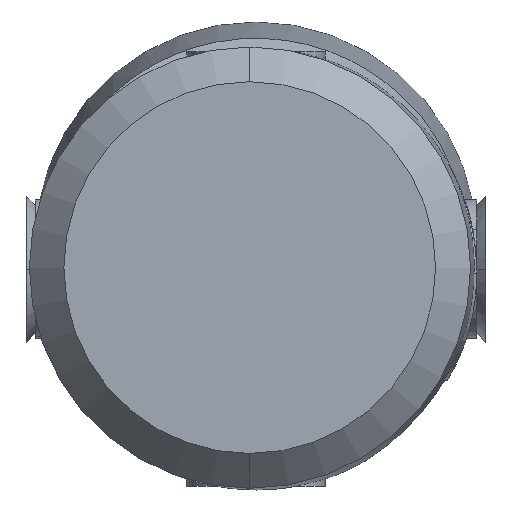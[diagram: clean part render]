
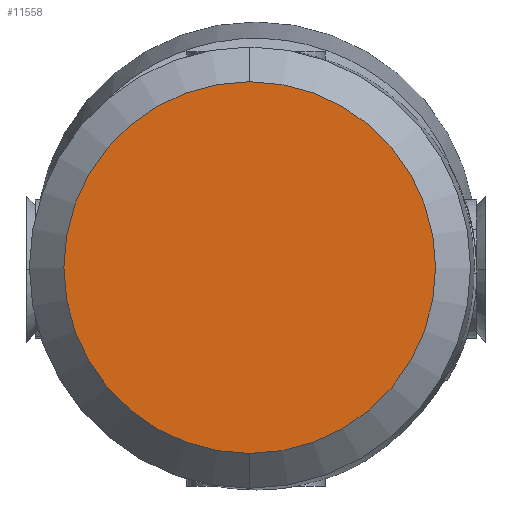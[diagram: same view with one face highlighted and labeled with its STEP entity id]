
A CAD part, top view. The second image highlights one B-rep face of the part: STEP entity #11558.
In plain terms, the highlighted face is planar.
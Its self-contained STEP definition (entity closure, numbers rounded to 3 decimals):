
#7725=CARTESIAN_POINT('',(0.,0.,0.));
#7726=DIRECTION('',(0.,0.,1.));
#7727=DIRECTION('',(-1.,0.,0.));
#7728=AXIS2_PLACEMENT_3D('',#7725,#7726,#7727);
#7730=CARTESIAN_POINT('',(0.,0.,0.));
#7731=DIRECTION('',(0.,0.,1.));
#7732=DIRECTION('',(1.,0.,0.));
#7733=AXIS2_PLACEMENT_3D('',#7730,#7731,#7732);
#11463=CARTESIAN_POINT('',(5.35,0.,0.));
#11464=CARTESIAN_POINT('',(-5.35,0.,0.));
#11465=VERTEX_POINT('',#11463);
#11466=VERTEX_POINT('',#11464);
#11548=CARTESIAN_POINT('',(0.,0.,0.));
#11549=DIRECTION('',(0.,0.,1.));
#11550=DIRECTION('',(1.,0.,0.));
#11551=AXIS2_PLACEMENT_3D('',#11548,#11549,#11550);
#11552=PLANE('',#11551);
#11554=ORIENTED_EDGE('',*,*,#11553,.T.);
#11555=ORIENTED_EDGE('',*,*,#11537,.T.);
#11556=EDGE_LOOP('',(#11554,#11555));
#11557=FACE_OUTER_BOUND('',#11556,.F.);
#11558=ADVANCED_FACE('',(#11557),#11552,.F.);
#7729=CIRCLE('',#7728,5.35);
#7734=CIRCLE('',#7733,5.35);
#11537=EDGE_CURVE('',#11465,#11466,#7734,.T.);
#11553=EDGE_CURVE('',#11466,#11465,#7729,.T.);
